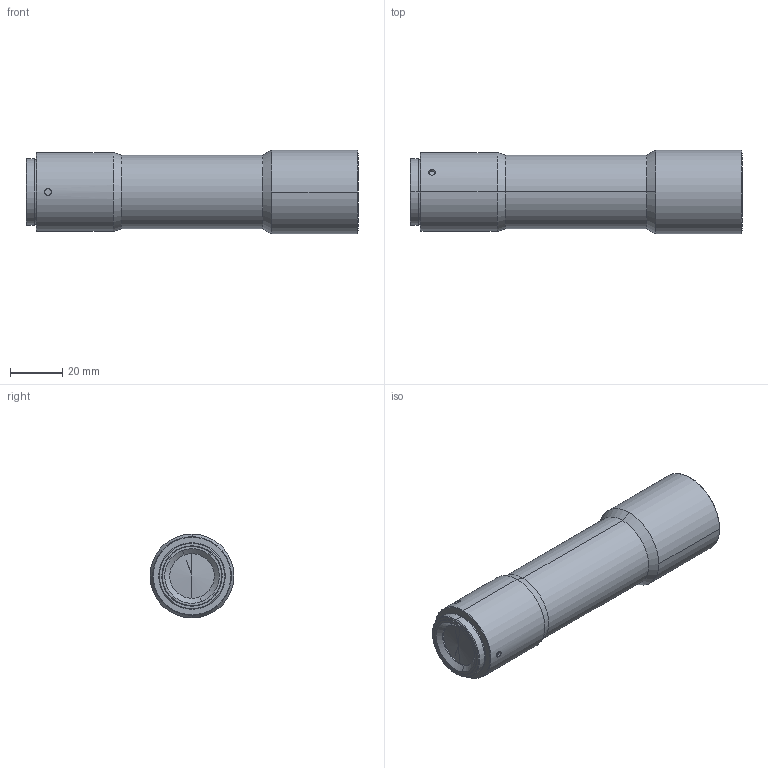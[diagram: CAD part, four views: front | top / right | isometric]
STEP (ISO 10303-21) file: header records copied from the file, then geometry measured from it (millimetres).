
FILE_DESCRIPTION (( 'STEP AP203' ), '1' );
FILE_NAME ('WWH08-110ATV2.STEP', '2019-03-18T03:52:31', ( '' ), ( '' ), 'SwSTEP 2.0', 'SolidWorks 2017', '' );
FILE_SCHEMA (( 'CONFIG_CONTROL_DESIGN' ));
Length unit declared in the file: millimetre
Products named in the file (1): WWH08-110ATV2
Bounding box: 126.61 x 32 x 32 mm (x, y, z)
Volume: 85830 mm3; surface area: 13630.9 mm2
Topology: 1 solids, 1 shells, 51 faces, 112 edges, 68 vertices
Faces by surface type: cylinder 27, cone 18, plane 6
Entity records: 1649 total; most frequent: CARTESIAN_POINT 444, DIRECTION 254, ORIENTED_EDGE 216, EDGE_CURVE 108, AXIS2_PLACEMENT_3D 106, VERTEX_POINT 68, EDGE_LOOP 60, CIRCLE 54
